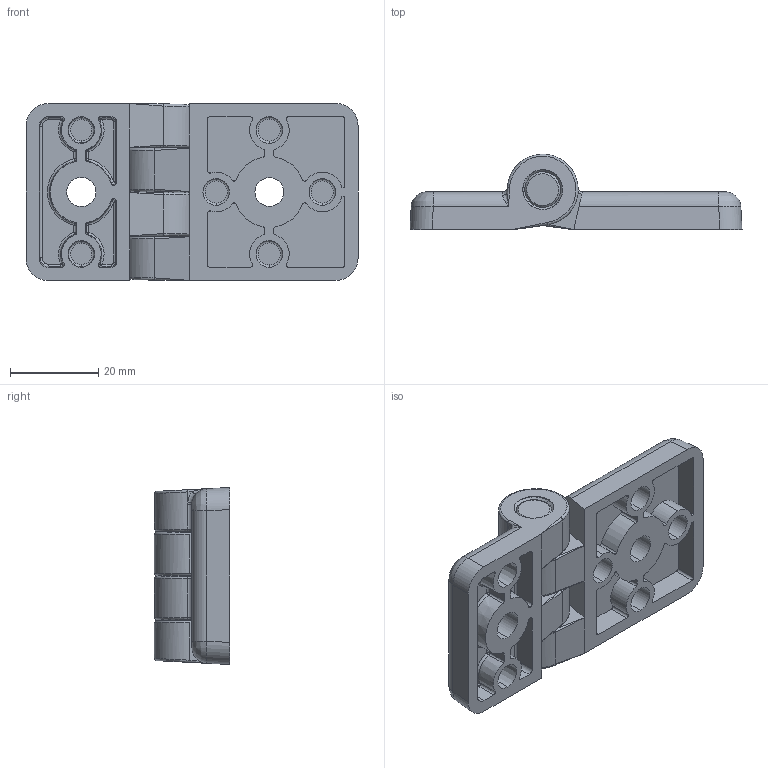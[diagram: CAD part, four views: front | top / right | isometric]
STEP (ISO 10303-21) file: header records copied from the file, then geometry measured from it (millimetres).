
FILE_DESCRIPTION(('STEP AP214'),'1');
FILE_NAME('fath_095ks3045f0810.stp','2017-04-24T02:28:45',('TraceParts'),('TraceParts S.A.'),'Spatial InterOp 3D',' ',' ');
FILE_SCHEMA(('automotive_design'));
Length unit declared in the file: millimetre
Products named in the file (3): fath_095ks3045f0810_1; fath_095ks3045f0810_2; fath_095ks3045f0810_3
Bounding box: 75.05 x 17 x 40 mm (x, y, z)
Volume: 21236 mm3; surface area: 13961 mm2
Topology: 3 solids, 3 shells, 299 faces, 740 edges, 441 vertices
Faces by surface type: cylinder 117, plane 70, bspline 44, cone 27, torus 25, sphere 16
Entity records: 14241 total; most frequent: CARTESIAN_POINT 5124, ORIENTED_EDGE 1440, DIRECTION 1363, EDGE_CURVE 720, AXIS2_PLACEMENT_3D 547, VERTEX_POINT 441, EDGE_LOOP 325, STYLED_ITEM 302
